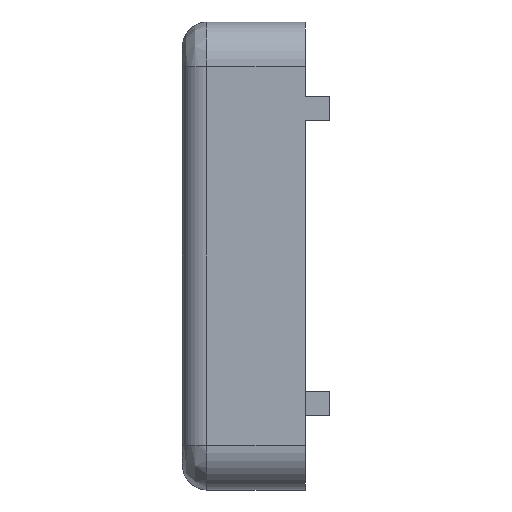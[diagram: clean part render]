
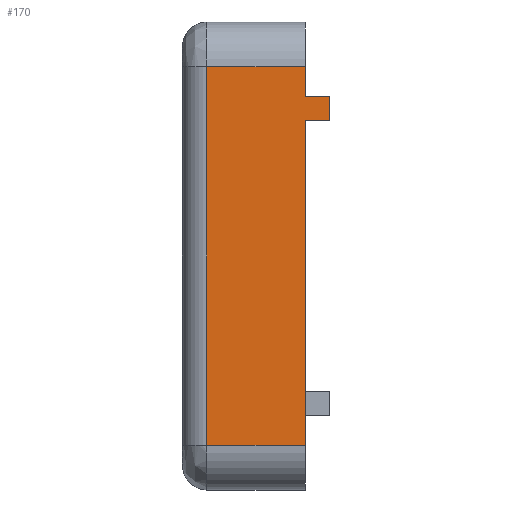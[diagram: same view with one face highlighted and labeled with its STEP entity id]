
A CAD part, left-side view. The second image highlights one B-rep face of the part: STEP entity #170.
In plain terms, the highlighted planar face has unit normal (-1, 0, 0).
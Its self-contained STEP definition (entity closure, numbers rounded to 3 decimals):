
#170 = ADVANCED_FACE( 'NONE', ( #379 ), #380, .T. );
#379 = FACE_OUTER_BOUND( '', #668, .T. );
#380 = PLANE( '', #669 );
#668 = EDGE_LOOP( '', ( #1165, #1166, #1167, #1168, #1169, #1170, #1171, #1172 ) );
#669 = AXIS2_PLACEMENT_3D( '', #1173, #1174, #1175 );
#1165 = ORIENTED_EDGE( '', *, *, #1613, .F. );
#1166 = ORIENTED_EDGE( '', *, *, #1624, .T. );
#1167 = ORIENTED_EDGE( '', *, *, #1697, .T. );
#1168 = ORIENTED_EDGE( '', *, *, #1678, .T. );
#1169 = ORIENTED_EDGE( '', *, *, #1629, .F. );
#1170 = ORIENTED_EDGE( '', *, *, #1698, .F. );
#1171 = ORIENTED_EDGE( '', *, *, #1699, .T. );
#1172 = ORIENTED_EDGE( '', *, *, #1533, .T. );
#1173 = CARTESIAN_POINT( '', ( -9.1, 0., -7.725 ) );
#1174 = DIRECTION( '', ( -1., 0., 0. ) );
#1175 = DIRECTION( '', ( 0., 1., 0. ) );
#1533 = EDGE_CURVE( 'NONE', #1823, #1821, #1824, .T. );
#1613 = EDGE_CURVE( '', #1956, #1821, #1958, .T. );
#1624 = EDGE_CURVE( '', #1956, #1950, #1974, .T. );
#1629 = EDGE_CURVE( 'NONE', #1981, #1976, #1983, .T. );
#1678 = EDGE_CURVE( 'NONE', #2056, #1976, #2057, .T. );
#1697 = EDGE_CURVE( '', #1950, #2056, #2084, .T. );
#1698 = EDGE_CURVE( 'NONE', #2085, #1981, #2086, .T. );
#1699 = EDGE_CURVE( 'NONE', #2085, #1823, #2087, .T. );
#1821 = VERTEX_POINT( 'NONE', #2231 );
#1823 = VERTEX_POINT( 'NONE', #2233 );
#1824 = LINE( '', #2234, #2235 );
#1950 = VERTEX_POINT( '', #2393 );
#1956 = VERTEX_POINT( '', #2400 );
#1958 = LINE( '', #2402, #2403 );
#1974 = LINE( '', #2422, #2423 );
#1976 = VERTEX_POINT( 'NONE', #2425 );
#1981 = VERTEX_POINT( 'NONE', #2432 );
#1983 = LINE( '', #2435, #2436 );
#2056 = VERTEX_POINT( 'NONE', #2531 );
#2057 = LINE( '', #2532, #2533 );
#2084 = LINE( '', #2567, #2568 );
#2085 = VERTEX_POINT( 'NONE', #2569 );
#2086 = LINE( '', #2570, #2571 );
#2087 = LINE( '', #2572, #2573 );
#2231 = CARTESIAN_POINT( '', ( -9.1, -5., 7.725 ) );
#2233 = CARTESIAN_POINT( '', ( -9.1, -5., 6.525 ) );
#2234 = CARTESIAN_POINT( '', ( -9.1, -5., -7.725 ) );
#2235 = VECTOR( '', #2721, 1000. );
#2393 = CARTESIAN_POINT( '', ( -9.1, -1., -7.725 ) );
#2400 = CARTESIAN_POINT( '', ( -9.1, -1., 7.725 ) );
#2402 = CARTESIAN_POINT( '', ( -9.1, 0., 7.725 ) );
#2403 = VECTOR( '', #2857, 1000. );
#2422 = CARTESIAN_POINT( '', ( -9.1, -1., -7.725 ) );
#2423 = VECTOR( '', #2873, 1000. );
#2425 = CARTESIAN_POINT( '', ( -9.1, -5., 5.525 ) );
#2432 = CARTESIAN_POINT( '', ( -9.1, -6., 5.525 ) );
#2435 = CARTESIAN_POINT( '', ( -9.1, -6., 5.525 ) );
#2436 = VECTOR( '', #2877, 1000. );
#2531 = CARTESIAN_POINT( '', ( -9.1, -5., -7.725 ) );
#2532 = CARTESIAN_POINT( '', ( -9.1, -5., -7.725 ) );
#2533 = VECTOR( '', #2942, 1000. );
#2567 = CARTESIAN_POINT( '', ( -9.1, 0., -7.725 ) );
#2568 = VECTOR( '', #2968, 1000. );
#2569 = CARTESIAN_POINT( '', ( -9.1, -6., 6.525 ) );
#2570 = CARTESIAN_POINT( '', ( -9.1, -6., 6.525 ) );
#2571 = VECTOR( '', #2969, 1000. );
#2572 = CARTESIAN_POINT( '', ( -9.1, -6., 6.525 ) );
#2573 = VECTOR( '', #2970, 1000. );
#2721 = DIRECTION( '', ( 0., 0., 1. ) );
#2857 = DIRECTION( '', ( 0., -1., 0. ) );
#2873 = DIRECTION( '', ( 0., 0., -1. ) );
#2877 = DIRECTION( '', ( 0., 1., 0. ) );
#2942 = DIRECTION( '', ( 0., 0., 1. ) );
#2968 = DIRECTION( '', ( 0., -1., 0. ) );
#2969 = DIRECTION( '', ( 0., 0., -1. ) );
#2970 = DIRECTION( '', ( 0., 1., 0. ) );
